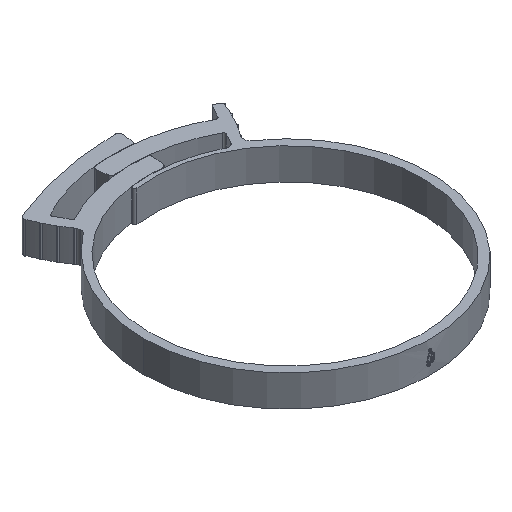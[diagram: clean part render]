
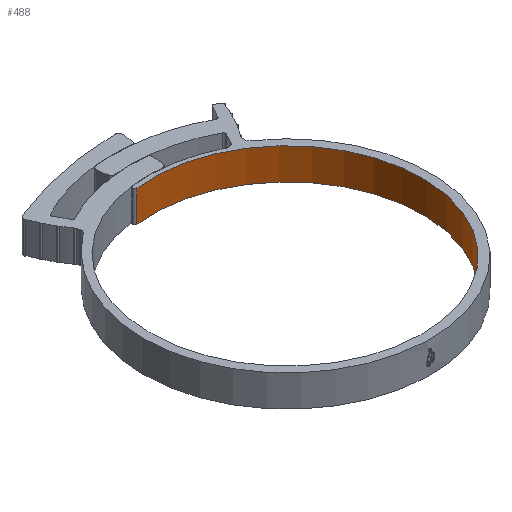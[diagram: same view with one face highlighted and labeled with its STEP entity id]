
A CAD part, isometric view. The second image highlights one B-rep face of the part: STEP entity #488.
In plain terms, the highlighted cylindrical face has radius 40 mm (diameter 80 mm), a partial arc.
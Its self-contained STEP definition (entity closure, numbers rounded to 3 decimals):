
#49 = ORIENTED_EDGE ( 'NONE', *, *, #530, .F. ) ;
#488 = ADVANCED_FACE ( 'NONE', ( #5409 ), #6392, .F. ) ;
#530 = EDGE_CURVE ( 'NONE', #5402, #2392, #670, .T. ) ;
#670 = CIRCLE ( 'NONE', #4436, 40. ) ;
#888 = EDGE_CURVE ( 'NONE', #2392, #5073, #4905, .T. ) ;
#1173 = DIRECTION ( 'NONE',  ( 0., 0., -1. ) ) ;
#1518 = EDGE_CURVE ( 'NONE', #5402, #6346, #4885, .T. ) ;
#1718 = DIRECTION ( 'NONE',  ( 0., 0., -1. ) ) ;
#1782 = CARTESIAN_POINT ( 'NONE',  ( 0., 0., 4.65 ) ) ;
#1947 = AXIS2_PLACEMENT_3D ( 'NONE', #5376, #2845, #3430 ) ;
#2022 = ORIENTED_EDGE ( 'NONE', *, *, #1518, .T. ) ;
#2044 = CARTESIAN_POINT ( 'NONE',  ( -40., 0., 4.65 ) ) ;
#2257 = VECTOR ( 'NONE', #1173, 1000. ) ;
#2392 = VERTEX_POINT ( 'NONE', #2044 ) ;
#2494 = EDGE_CURVE ( 'NONE', #6346, #5073, #4364, .T. ) ;
#2780 = DIRECTION ( 'NONE',  ( -1., 0., 0. ) ) ;
#2845 = DIRECTION ( 'NONE',  ( 0., 0., -1. ) ) ;
#3248 = ORIENTED_EDGE ( 'NONE', *, *, #2494, .T. ) ;
#3363 = CARTESIAN_POINT ( 'NONE',  ( 0., 0., -4.65 ) ) ;
#3430 = DIRECTION ( 'NONE',  ( -1., 0., 0. ) ) ;
#3742 = CARTESIAN_POINT ( 'NONE',  ( -4.85, 39.705, -4.65 ) ) ;
#4283 = CARTESIAN_POINT ( 'NONE',  ( -4.85, 39.705, 4.65 ) ) ;
#4364 = CIRCLE ( 'NONE', #5213, 40. ) ;
#4428 = CARTESIAN_POINT ( 'NONE',  ( -40., 0., 4.65 ) ) ;
#4436 = AXIS2_PLACEMENT_3D ( 'NONE', #1782, #5960, #5892 ) ;
#4842 = EDGE_LOOP ( 'NONE', ( #3248, #5103, #49, #2022 ) ) ;
#4885 = LINE ( 'NONE', #5769, #2257 ) ;
#4905 = LINE ( 'NONE', #4428, #6547 ) ;
#5073 = VERTEX_POINT ( 'NONE', #5862 ) ;
#5103 = ORIENTED_EDGE ( 'NONE', *, *, #888, .F. ) ;
#5213 = AXIS2_PLACEMENT_3D ( 'NONE', #3363, #1718, #2780 ) ;
#5376 = CARTESIAN_POINT ( 'NONE',  ( 0., 0., 4.65 ) ) ;
#5402 = VERTEX_POINT ( 'NONE', #4283 ) ;
#5409 = FACE_OUTER_BOUND ( 'NONE', #4842, .T. ) ;
#5769 = CARTESIAN_POINT ( 'NONE',  ( -4.85, 39.705, 4.65 ) ) ;
#5862 = CARTESIAN_POINT ( 'NONE',  ( -40., 0., -4.65 ) ) ;
#5892 = DIRECTION ( 'NONE',  ( -1., 0., 0. ) ) ;
#5960 = DIRECTION ( 'NONE',  ( 0., 0., -1. ) ) ;
#5979 = DIRECTION ( 'NONE',  ( 0., 0., -1. ) ) ;
#6346 = VERTEX_POINT ( 'NONE', #3742 ) ;
#6392 = CYLINDRICAL_SURFACE ( 'NONE', #1947, 40. ) ;
#6547 = VECTOR ( 'NONE', #5979, 1000. ) ;
